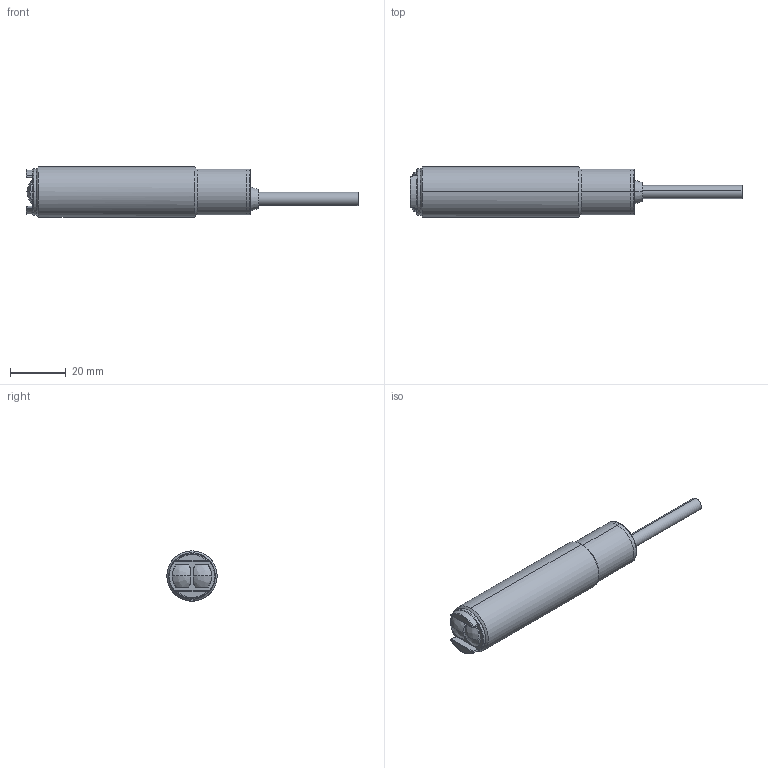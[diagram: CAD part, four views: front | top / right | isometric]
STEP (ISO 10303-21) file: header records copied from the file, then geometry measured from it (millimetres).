
FILE_DESCRIPTION (( 'STEP AP214' ), '1' );
FILE_NAME ('MS0-00-0A.step', '2018-04-12T20:24:57', ( '' ), ( '' ), 'SwSTEP 2.0', 'SolidWorks 2017', '' );
FILE_SCHEMA (( 'AUTOMOTIVE_DESIGN' ));
Length unit declared in the file: inch
Products named in the file (1): MS0-00-0A
Bounding box: 118.8 x 18 x 18 mm (x, y, z)
Volume: 19911.1 mm3; surface area: 6474.5 mm2
Topology: 4 solids, 4 shells, 78 faces, 180 edges, 113 vertices
Faces by surface type: cylinder 24, plane 21, cone 13, bspline 12, torus 8
Entity records: 3632 total; most frequent: CARTESIAN_POINT 829, ORIENTED_EDGE 360, DIRECTION 356, EDGE_CURVE 180, AXIS2_PLACEMENT_3D 149, VERTEX_POINT 113, UNCERTAINTY_MEASURE_WITH_UNIT 84, LENGTH_MEASURE_WITH_UNIT 84
